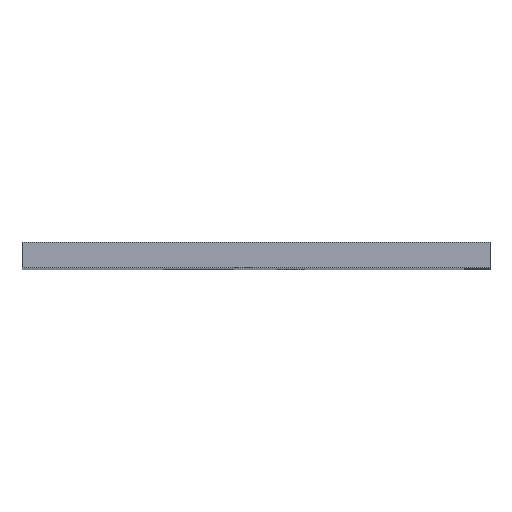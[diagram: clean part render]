
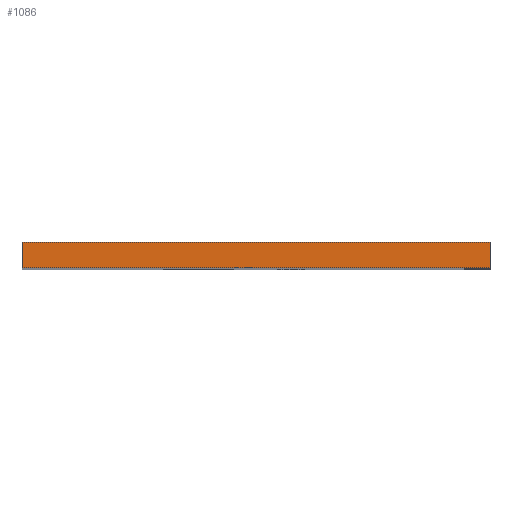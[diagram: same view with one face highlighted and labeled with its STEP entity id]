
A CAD part, top view. The second image highlights one B-rep face of the part: STEP entity #1086.
In plain terms, the highlighted planar face has unit normal (0, 0, 1).
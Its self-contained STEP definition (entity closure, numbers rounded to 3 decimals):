
#96=FACE_OUTER_BOUND('',#148,.T.);
#148=EDGE_LOOP('',(#872,#873,#874,#875));
#280=LINE('',#1673,#418);
#297=LINE('',#1719,#435);
#298=LINE('',#1721,#436);
#299=LINE('',#1722,#437);
#418=VECTOR('',#1367,10.);
#435=VECTOR('',#1412,10.);
#436=VECTOR('',#1413,10.);
#437=VECTOR('',#1414,10.);
#520=VERTEX_POINT('',#1670);
#521=VERTEX_POINT('',#1672);
#536=VERTEX_POINT('',#1718);
#537=VERTEX_POINT('',#1720);
#656=EDGE_CURVE('',#521,#520,#280,.T.);
#679=EDGE_CURVE('',#520,#536,#297,.T.);
#680=EDGE_CURVE('',#537,#536,#298,.T.);
#681=EDGE_CURVE('',#521,#537,#299,.T.);
#872=ORIENTED_EDGE('',*,*,#679,.T.);
#873=ORIENTED_EDGE('',*,*,#680,.F.);
#874=ORIENTED_EDGE('',*,*,#681,.F.);
#875=ORIENTED_EDGE('',*,*,#656,.T.);
#1037=PLANE('',#1167);
#1086=ADVANCED_FACE('',(#96),#1037,.F.);
#1167=AXIS2_PLACEMENT_3D('',#1717,#1410,#1411);
#1367=DIRECTION('',(0.,1.,0.));
#1410=DIRECTION('center_axis',(0.,0.,-1.));
#1411=DIRECTION('ref_axis',(-1.,0.,0.));
#1412=DIRECTION('',(-1.,0.,0.));
#1413=DIRECTION('',(0.,1.,0.));
#1414=DIRECTION('',(-1.,0.,0.));
#1670=CARTESIAN_POINT('',(-46.,4.,85.));
#1672=CARTESIAN_POINT('',(-46.,0.,85.));
#1673=CARTESIAN_POINT('',(-46.,0.,85.));
#1717=CARTESIAN_POINT('Origin',(-61.,0.,85.));
#1718=CARTESIAN_POINT('',(-119.,4.,85.));
#1719=CARTESIAN_POINT('',(-58.25,4.,85.));
#1720=CARTESIAN_POINT('',(-119.,0.,85.));
#1721=CARTESIAN_POINT('',(-119.,0.,85.));
#1722=CARTESIAN_POINT('',(-30.5,0.,85.));
